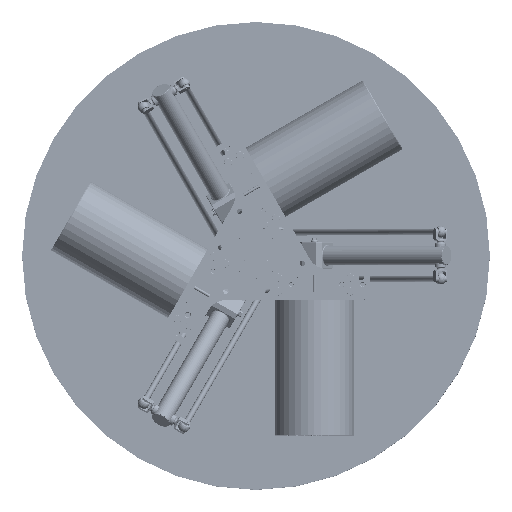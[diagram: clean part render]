
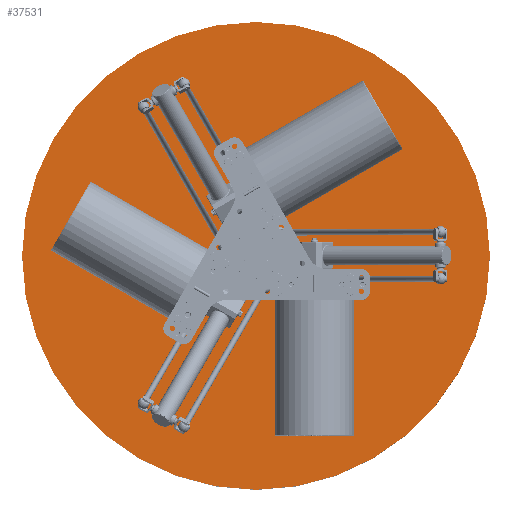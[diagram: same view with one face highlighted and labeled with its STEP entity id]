
A CAD part, top view. The second image highlights one B-rep face of the part: STEP entity #37531.
In plain terms, the highlighted face is planar.
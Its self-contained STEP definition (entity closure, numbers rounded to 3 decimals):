
#3309=PLANE('',#40220);
#4537=FACE_OUTER_BOUND('',#6817,.T.);
#6817=EDGE_LOOP('',(#26024));
#15058=CIRCLE('',#40217,600.);
#17007=VERTEX_POINT('',#55677);
#20548=EDGE_CURVE('',#17007,#17007,#15058,.T.);
#26024=ORIENTED_EDGE('',*,*,#20548,.T.);
#37531=ADVANCED_FACE('',(#4537),#3309,.T.);
#40217=AXIS2_PLACEMENT_3D('',#55678,#44442,#44443);
#40220=AXIS2_PLACEMENT_3D('',#55684,#44449,#44450);
#44442=DIRECTION('center_axis',(0.,0.,-1.));
#44443=DIRECTION('ref_axis',(0.,-1.,0.));
#44449=DIRECTION('center_axis',(0.,0.,-1.));
#44450=DIRECTION('ref_axis',(-1.,0.,0.));
#55677=CARTESIAN_POINT('',(0.,600.,-200.));
#55678=CARTESIAN_POINT('Origin',(0.,0.,-200.));
#55684=CARTESIAN_POINT('Origin',(0.,-300.,-200.));
